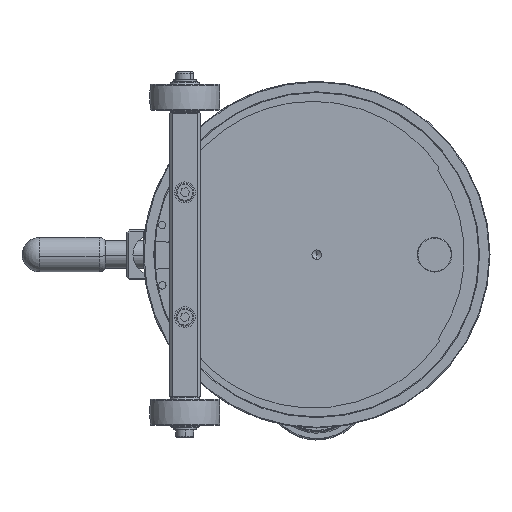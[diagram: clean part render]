
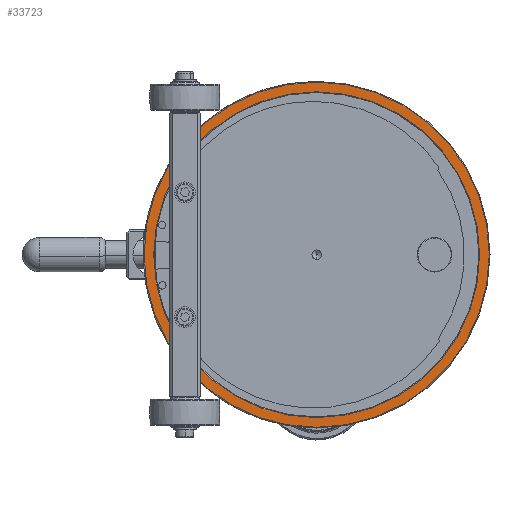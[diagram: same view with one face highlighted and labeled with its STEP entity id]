
A CAD part, front view. The second image highlights one B-rep face of the part: STEP entity #33723.
In plain terms, the highlighted planar face has unit normal (0, -1, 0).
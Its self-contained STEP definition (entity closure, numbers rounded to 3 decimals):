
#821 = DIRECTION ( 'NONE',  ( 0., 0., -1. ) ) ;
#2580 = VERTEX_POINT ( 'NONE', #6850 ) ;
#5471 = AXIS2_PLACEMENT_3D ( 'NONE', #55557, #21973, #50472 ) ;
#6850 = CARTESIAN_POINT ( 'NONE',  ( 0., 0., -117.5 ) ) ;
#9281 = EDGE_CURVE ( 'NONE', #35357, #2580, #45319, .T. ) ;
#10286 = CIRCLE ( 'NONE', #26351, 124.5 ) ;
#11599 = CARTESIAN_POINT ( 'NONE',  ( 0., 0., 0. ) ) ;
#12410 = FACE_OUTER_BOUND ( 'NONE', #46847, .T. ) ;
#13285 = DIRECTION ( 'NONE',  ( 0., -1., 0. ) ) ;
#14406 = PLANE ( 'NONE',  #49812 ) ;
#18358 = AXIS2_PLACEMENT_3D ( 'NONE', #40248, #35400, #30421 ) ;
#18481 = CARTESIAN_POINT ( 'NONE',  ( 0., 0., 117.5 ) ) ;
#21169 = EDGE_CURVE ( 'NONE', #2580, #35357, #39783, .T. ) ;
#21973 = DIRECTION ( 'NONE',  ( 0., -1., 0. ) ) ;
#25492 = DIRECTION ( 'NONE',  ( 0., -1., 0. ) ) ;
#26351 = AXIS2_PLACEMENT_3D ( 'NONE', #29894, #25492, #821 ) ;
#29007 = DIRECTION ( 'NONE',  ( 0., 0., -1. ) ) ;
#29683 = VERTEX_POINT ( 'NONE', #43916 ) ;
#29894 = CARTESIAN_POINT ( 'NONE',  ( 0., 0., 0. ) ) ;
#30421 = DIRECTION ( 'NONE',  ( 0., 0., -1. ) ) ;
#33723 = ADVANCED_FACE ( 'NONE', ( #12410, #40210 ), #14406, .T. ) ;
#35357 = VERTEX_POINT ( 'NONE', #18481 ) ;
#35400 = DIRECTION ( 'NONE',  ( 0., -1., 0. ) ) ;
#38556 = DIRECTION ( 'NONE',  ( 0., -1., 0. ) ) ;
#38781 = DIRECTION ( 'NONE',  ( 0., 0., -1. ) ) ;
#39114 = EDGE_CURVE ( 'NONE', #29683, #52333, #10286, .T. ) ;
#39207 = ORIENTED_EDGE ( 'NONE', *, *, #9281, .F. ) ;
#39783 = CIRCLE ( 'NONE', #5471, 117.5 ) ;
#40210 = FACE_BOUND ( 'NONE', #47509, .T. ) ;
#40248 = CARTESIAN_POINT ( 'NONE',  ( 0., 0., 0. ) ) ;
#43916 = CARTESIAN_POINT ( 'NONE',  ( 0., 0., -124.5 ) ) ;
#45319 = CIRCLE ( 'NONE', #46956, 117.5 ) ;
#46847 = EDGE_LOOP ( 'NONE', ( #47684, #47205 ) ) ;
#46956 = AXIS2_PLACEMENT_3D ( 'NONE', #11599, #13285, #29007 ) ;
#47205 = ORIENTED_EDGE ( 'NONE', *, *, #39114, .T. ) ;
#47509 = EDGE_LOOP ( 'NONE', ( #47912, #39207 ) ) ;
#47684 = ORIENTED_EDGE ( 'NONE', *, *, #54899, .T. ) ;
#47912 = ORIENTED_EDGE ( 'NONE', *, *, #21169, .F. ) ;
#49812 = AXIS2_PLACEMENT_3D ( 'NONE', #58135, #38556, #38781 ) ;
#50472 = DIRECTION ( 'NONE',  ( 0., 0., -1. ) ) ;
#52333 = VERTEX_POINT ( 'NONE', #59985 ) ;
#54899 = EDGE_CURVE ( 'NONE', #52333, #29683, #56149, .T. ) ;
#55557 = CARTESIAN_POINT ( 'NONE',  ( 0., 0., 0. ) ) ;
#56149 = CIRCLE ( 'NONE', #18358, 124.5 ) ;
#58135 = CARTESIAN_POINT ( 'NONE',  ( 117.5, 0., 0. ) ) ;
#59985 = CARTESIAN_POINT ( 'NONE',  ( 0., 0., 124.5 ) ) ;
